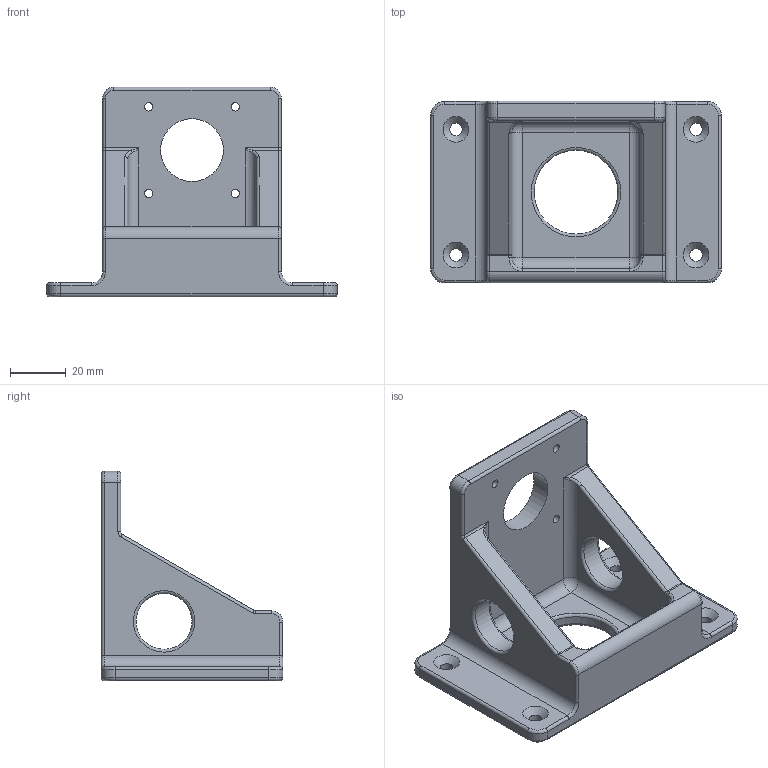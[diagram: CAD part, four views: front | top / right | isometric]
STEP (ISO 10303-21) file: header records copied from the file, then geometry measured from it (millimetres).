
FILE_DESCRIPTION(('STEP AP203'), '1');
FILE_NAME('ñòåíä Nema-17', '2024-08-09T23:18:24', ('MAX'), (''), 'C3D Converter', 'C3D Toolkit', '');
FILE_SCHEMA(('CONFIG_CONTROL_DESIGN'));
Length unit declared in the file: millimetre
Bounding box: 104 x 65 x 75 mm (x, y, z)
Volume: 90742.2 mm3; surface area: 30967.2 mm2
Topology: 1 solids, 1 shells, 123 faces, 318 edges, 218 vertices
Faces by surface type: cylinder 60, torus 31, plane 19, bspline 5, sphere 4, cone 4
Full cylindrical faces by diameter (mm): 3 x4, 4.5 x4, 20 x2, 22.5 x1, 30 x1
Entity records: 5102 total; most frequent: CARTESIAN_POINT 1047, DIRECTION 655, ORIENTED_EDGE 516, AXIS2_PLACEMENT_3D 279, EDGE_CURVE 258, EDGE_LOOP 169, CIRCLE 160, COLOUR_RGB 159
